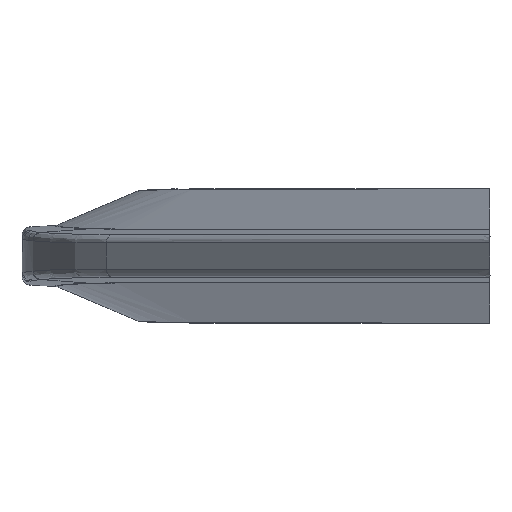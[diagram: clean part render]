
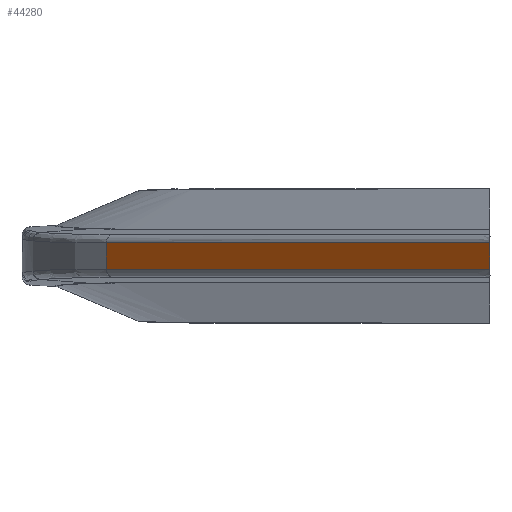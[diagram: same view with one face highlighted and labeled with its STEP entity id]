
A CAD part, left-side view. The second image highlights one B-rep face of the part: STEP entity #44280.
In plain terms, the highlighted face is planar.
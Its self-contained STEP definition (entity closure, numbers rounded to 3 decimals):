
#25460=CARTESIAN_POINT('',(-71.89,6.887,
0.933));
#25470=VERTEX_POINT('',#25460);
#25900=CARTESIAN_POINT('',(-71.89,6.887,
-0.933));
#25910=VERTEX_POINT('',#25900);
#25940=CARTESIAN_POINT('',(-71.89,6.887,0.));
#25950=DIRECTION('',(0.,0.,1.));
#25960=VECTOR('',#25950,1.);
#25970=LINE('',#25940,#25960);
#25980=EDGE_CURVE('',#25910,#25470,#25970,.T.);
#43880=CARTESIAN_POINT('',(-64.456,-0.035,1.5));
#43890=DIRECTION('',(0.681,0.732,0.));
#43900=DIRECTION('',(0.732,-0.681,0.));
#43910=AXIS2_PLACEMENT_3D('',#43880,#43890,#43900);
#43920=PLANE('',#43910);
#43930=CARTESIAN_POINT('',(-101.67,34.612,
0.933));
#43940=CARTESIAN_POINT('',(-96.633,29.923,
0.933));
#43950=CARTESIAN_POINT('',(-91.597,25.234,
0.933));
#43960=CARTESIAN_POINT('',(-81.69,16.011,
0.933));
#43970=CARTESIAN_POINT('',(-76.82,11.477,
0.933));
#43980=CARTESIAN_POINT('',(-71.93,6.924,
0.933));
#43990=CARTESIAN_POINT('',(-71.91,6.905,
0.933));
#44000=CARTESIAN_POINT('',(-71.89,6.887,
0.933));
#44010=B_SPLINE_CURVE_WITH_KNOTS('',3,(#43930,#43940,#43950,#43960,
#43970,#43980,#43990,#44000),.UNSPECIFIED.,.F.,.F.,(4,2,2,4),(
37.338,57.982,77.944,78.026),
.UNSPECIFIED.);
#44020=CARTESIAN_POINT('',(-101.231,34.204,
0.933));
#44030=VERTEX_POINT('',#44020);
#44040=EDGE_CURVE('',#44030,#25470,#44010,.T.);
#44050=ORIENTED_EDGE('',*,*,#44040,.F.);
#44060=ORIENTED_EDGE('',*,*,#25980,.T.);
#44070=CARTESIAN_POINT('',(-71.89,6.887,
-0.933));
#44080=CARTESIAN_POINT('',(-71.91,6.905,
-0.933));
#44090=CARTESIAN_POINT('',(-71.93,6.924,
-0.933));
#44100=CARTESIAN_POINT('',(-76.82,11.477,
-0.933));
#44110=CARTESIAN_POINT('',(-81.69,16.011,
-0.933));
#44120=CARTESIAN_POINT('',(-91.597,25.234,
-0.933));
#44130=CARTESIAN_POINT('',(-96.633,29.923,
-0.933));
#44140=CARTESIAN_POINT('',(-101.67,34.612,
-0.933));
#44150=B_SPLINE_CURVE_WITH_KNOTS('',3,(#44070,#44080,#44090,#44100,
#44110,#44120,#44130,#44140),.UNSPECIFIED.,.F.,.F.,(4,2,2,4),(0.,
0.082,20.044,40.689),.UNSPECIFIED.);
#44160=CARTESIAN_POINT('',(-101.231,34.204,
-0.933));
#44170=VERTEX_POINT('',#44160);
#44180=EDGE_CURVE('',#25910,#44170,#44150,.T.);
#44190=ORIENTED_EDGE('',*,*,#44180,.F.);
#44200=CARTESIAN_POINT('',(-101.231,34.204,1.5));
#44210=DIRECTION('',(0.,0.,-1.));
#44220=VECTOR('',#44210,1000.);
#44230=LINE('',#44200,#44220);
#44240=EDGE_CURVE('',#44030,#44170,#44230,.T.);
#44250=ORIENTED_EDGE('',*,*,#44240,.T.);
#44260=EDGE_LOOP('',(#44250,#44190,#44060,#44050));
#44270=FACE_OUTER_BOUND('',#44260,.T.);
#44280=ADVANCED_FACE('',(#44270),#43920,.F.);
